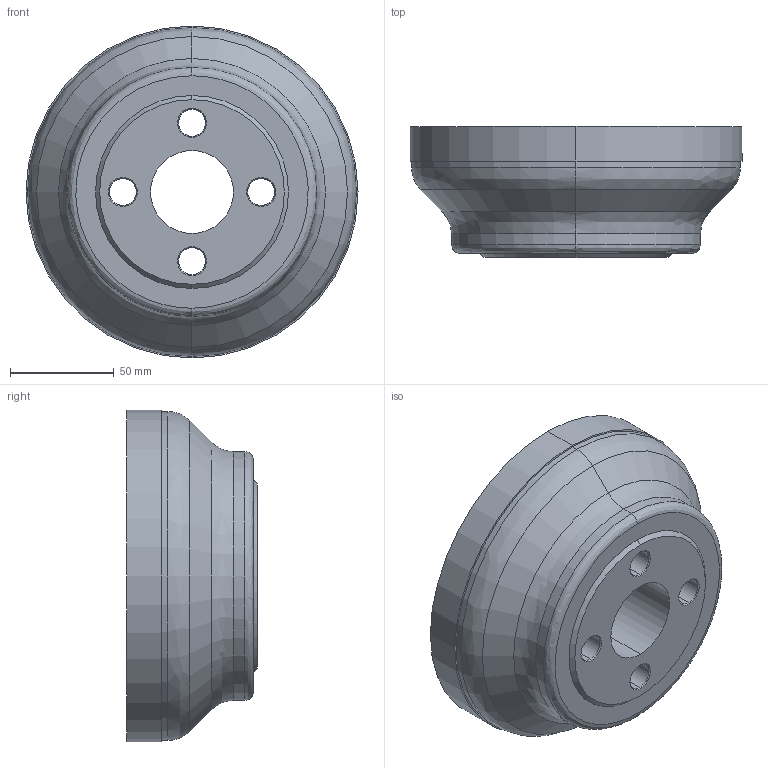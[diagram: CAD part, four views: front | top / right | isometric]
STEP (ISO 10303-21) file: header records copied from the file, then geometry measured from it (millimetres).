
FILE_DESCRIPTION (( 'STEP AP214' ), '1' );
FILE_NAME ('730M D160.step', '2018-03-27T12:40:18', ( '' ), ( '' ), 'SwSTEP 2.0', 'SolidWorks 2016', '' );
FILE_SCHEMA (( 'AUTOMOTIVE_DESIGN' ));
Length unit declared in the file: millimetre
Products named in the file (1): 730M D160
Bounding box: 160 x 63 x 160 mm (x, y, z)
Volume: 728989.7 mm3; surface area: 74686.5 mm2
Topology: 1 solids, 1 shells, 59 faces, 130 edges, 74 vertices
Faces by surface type: cone 30, cylinder 18, bspline 8, plane 3
Entity records: 2008 total; most frequent: CARTESIAN_POINT 634, DIRECTION 312, ORIENTED_EDGE 260, AXIS2_PLACEMENT_3D 132, EDGE_CURVE 130, CIRCLE 80, VERTEX_POINT 74, EDGE_LOOP 70
